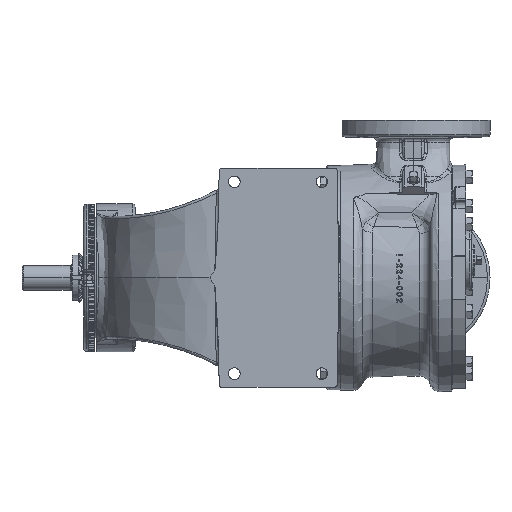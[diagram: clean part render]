
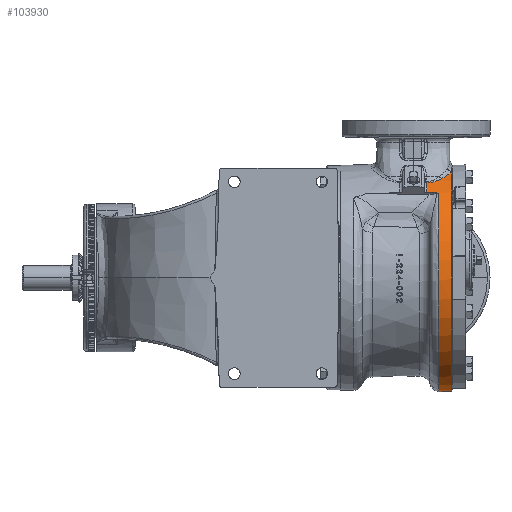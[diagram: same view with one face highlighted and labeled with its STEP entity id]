
A CAD part, front view. The second image highlights one B-rep face of the part: STEP entity #103930.
In plain terms, the highlighted conical face has half-angle 2 degrees and reference radius 133.235 mm.
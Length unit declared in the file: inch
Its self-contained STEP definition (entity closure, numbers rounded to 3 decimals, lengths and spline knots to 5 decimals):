
#329 = DIRECTION ( 'NONE',  ( 0., 0., -1. ) ) ;
#4439 = EDGE_CURVE ( 'NONE', #148562, #99021, #121413, .T. ) ;
#6221 = LINE ( 'NONE', #96207, #40173 ) ;
#7967 = CARTESIAN_POINT ( 'NONE',  ( 4.18993, -2.85592, 4.36465 ) ) ;
#8146 = DIRECTION ( 'NONE',  ( -0.999, 0., -0.035 ) ) ;
#8920 = CARTESIAN_POINT ( 'NONE',  ( 4.0021, -2.8824, 4.35507 ) ) ;
#11445 = EDGE_CURVE ( 'NONE', #144942, #175492, #34352, .T. ) ;
#18750 = CARTESIAN_POINT ( 'NONE',  ( 4.546, -2.6486, 4.47925 ) ) ;
#19731 = CARTESIAN_POINT ( 'NONE',  ( 4.44677, -2.72486, 4.43716 ) ) ;
#20697 = CARTESIAN_POINT ( 'NONE',  ( 4.31015, -2.80733, 4.3911 ) ) ;
#21366 = FACE_OUTER_BOUND ( 'NONE', #154738, .T. ) ;
#23097 = VERTEX_POINT ( 'NONE', #62716 ) ;
#24550 = DIRECTION ( 'NONE',  ( 0., 1., 0. ) ) ;
#26878 = AXIS2_PLACEMENT_3D ( 'NONE', #158450, #85317, #24550 ) ;
#31043 = CARTESIAN_POINT ( 'NONE',  ( 4.97111, -2.12355, 4.73471 ) ) ;
#31992 = LINE ( 'NONE', #151145, #140797 ) ;
#32957 = CARTESIAN_POINT ( 'NONE',  ( 4.63643, -2.56294, 4.52496 ) ) ;
#34352 = CIRCLE ( 'NONE', #56231, 5.20461 ) ;
#38353 = CARTESIAN_POINT ( 'NONE',  ( 4.22091, -2.84555, 4.37014 ) ) ;
#40173 = VECTOR ( 'NONE', #8146, 39.37008 ) ;
#43988 = VERTEX_POINT ( 'NONE', #123513 ) ;
#46690 = CARTESIAN_POINT ( 'NONE',  ( 4.73205, -2.46168, 4.57744 ) ) ;
#49188 = CARTESIAN_POINT ( 'NONE',  ( 4.47214, -2.70638, 4.44743 ) ) ;
#49609 = CARTESIAN_POINT ( 'NONE',  ( 5.06777, -1.93668, 4.81056 ) ) ;
#55008 = CARTESIAN_POINT ( 'NONE',  ( 4.02685, -2.88248, 4.35397 ) ) ;
#55958 = CARTESIAN_POINT ( 'NONE',  ( 3.96081, -2.88145, 4.35742 ) ) ;
#56231 = AXIS2_PLACEMENT_3D ( 'NONE', #134191, #74760, #329 ) ;
#62716 = CARTESIAN_POINT ( 'NONE',  ( 3.96081, -3.49552, 3.88217 ) ) ;
#64065 = CARTESIAN_POINT ( 'NONE',  ( 4.51537, 0., -5.20461 ) ) ;
#64514 = CIRCLE ( 'NONE', #26878, 5.18437 ) ;
#67310 = ORIENTED_EDGE ( 'NONE', *, *, #11445, .F. ) ;
#70672 = CARTESIAN_POINT ( 'NONE',  ( 4.12523, -2.87151, 4.3571 ) ) ;
#72596 = AXIS2_PLACEMENT_3D ( 'NONE', #93652, #122905, #104413 ) ;
#74760 = DIRECTION ( 'NONE',  ( -1., 0., 0. ) ) ;
#78022 = ORIENTED_EDGE ( 'NONE', *, *, #190644, .T. ) ;
#78078 = CARTESIAN_POINT ( 'NONE',  ( 4.93551, -2.18312, 4.70887 ) ) ;
#79035 = CARTESIAN_POINT ( 'NONE',  ( 4.85932, -2.29843, 4.65664 ) ) ;
#81180 = CARTESIAN_POINT ( 'NONE',  ( 3.345, 0., 0. ) ) ;
#82445 = CARTESIAN_POINT ( 'NONE',  ( 4.0433, -2.88182, 4.35372 ) ) ;
#83386 = CARTESIAN_POINT ( 'NONE',  ( 3.96907, -2.88164, 4.35695 ) ) ;
#84064 = ORIENTED_EDGE ( 'NONE', *, *, #143199, .F. ) ;
#85317 = DIRECTION ( 'NONE',  ( 1., 0., 0. ) ) ;
#85983 = DIRECTION ( 'NONE',  ( 0., 0., -1. ) ) ;
#91830 = CARTESIAN_POINT ( 'NONE',  ( 4.51537, -3.48256, 3.86778 ) ) ;
#93652 = CARTESIAN_POINT ( 'NONE',  ( 3.96081, 0., 0. ) ) ;
#96207 = CARTESIAN_POINT ( 'NONE',  ( 3.345, 0., -5.24548 ) ) ;
#99021 = VERTEX_POINT ( 'NONE', #114302 ) ;
#103930 = ADVANCED_FACE ( 'NONE', ( #21366 ), #157790, .T. ) ;
#104413 = DIRECTION ( 'NONE',  ( 0., 0., 1. ) ) ;
#106205 = ORIENTED_EDGE ( 'NONE', *, *, #161307, .T. ) ;
#109177 = CARTESIAN_POINT ( 'NONE',  ( 4.686, -2.51348, 4.55099 ) ) ;
#114302 = CARTESIAN_POINT ( 'NONE',  ( 3.96081, -2.88145, 4.35742 ) ) ;
#114502 = CARTESIAN_POINT ( 'NONE',  ( 3.99384, -2.88217, 4.35556 ) ) ;
#114646 = ORIENTED_EDGE ( 'NONE', *, *, #138111, .F. ) ;
#115620 = VERTEX_POINT ( 'NONE', #146728 ) ;
#121413 = B_SPLINE_CURVE_WITH_KNOTS ( 'NONE', 3,
 ( #152665, #182957, #18750, #49188, #19731, #138970, #154585, #20697, #175052, #38353, #7967, #145715, #70672, #129161, #188742, #82445, #55008, #8920, #114502, #158464, #83386, #55958 ),
 .UNSPECIFIED., .F., .F.,
 ( 4, 2, 2, 2, 2, 2, 2, 2, 2, 2, 4 ),
 ( 0., 0.00503, 0.00755, 0.01006, 0.01258, 0.01509, 0.01635, 0.01761, 0.01886, 0.01949, 0.02012 ),
 .UNSPECIFIED. ) ;
#122905 = DIRECTION ( 'NONE',  ( 1., 0., 0. ) ) ;
#123513 = CARTESIAN_POINT ( 'NONE',  ( 5.095, -1.87203, 4.83458 ) ) ;
#125375 = EDGE_CURVE ( 'NONE', #23097, #175492, #31992, .T. ) ;
#128875 = DIRECTION ( 'NONE',  ( -1., 0., 0. ) ) ;
#129161 = CARTESIAN_POINT ( 'NONE',  ( 4.09253, -2.87701, 4.35484 ) ) ;
#134191 = CARTESIAN_POINT ( 'NONE',  ( 4.51537, 0., 0. ) ) ;
#134412 = B_SPLINE_CURVE_WITH_KNOTS ( 'NONE', 3,
 ( #150204, #49609, #182432, #31043, #78078, #79035, #166766, #46690, #109177, #32957 ),
 .UNSPECIFIED., .F., .F.,
 ( 4, 2, 2, 2, 4 ),
 ( 0.14129, 0.14691, 0.15254, 0.15817, 0.16379 ),
 .UNSPECIFIED. ) ;
#134567 = DIRECTION ( 'NONE',  ( 0.999, 0.023, -0.026 ) ) ;
#138111 = EDGE_CURVE ( 'NONE', #43988, #115620, #64514, .T. ) ;
#138970 = CARTESIAN_POINT ( 'NONE',  ( 4.39418, -2.75994, 4.41759 ) ) ;
#140797 = VECTOR ( 'NONE', #134567, 39.37008 ) ;
#143199 = EDGE_CURVE ( 'NONE', #115620, #144942, #6221, .T. ) ;
#144942 = VERTEX_POINT ( 'NONE', #64065 ) ;
#145715 = CARTESIAN_POINT ( 'NONE',  ( 4.14163, -2.86805, 4.3587 ) ) ;
#146728 = CARTESIAN_POINT ( 'NONE',  ( 5.095, 0., -5.18437 ) ) ;
#148562 = VERTEX_POINT ( 'NONE', #181824 ) ;
#150204 = CARTESIAN_POINT ( 'NONE',  ( 5.095, -1.87203, 4.83458 ) ) ;
#151145 = CARTESIAN_POINT ( 'NONE',  ( 153.5558, 0., 0. ) ) ;
#152665 = CARTESIAN_POINT ( 'NONE',  ( 4.63643, -2.56294, 4.52496 ) ) ;
#154585 = CARTESIAN_POINT ( 'NONE',  ( 4.36691, -2.77657, 4.40827 ) ) ;
#154738 = EDGE_LOOP ( 'NONE', ( #84064, #114646, #78022, #184618, #106205, #183057, #67310 ) ) ;
#157790 = CONICAL_SURFACE ( 'NONE', #182757, 5.24548, 0.035 ) ;
#158450 = CARTESIAN_POINT ( 'NONE',  ( 5.095, 0., 0. ) ) ;
#158464 = CARTESIAN_POINT ( 'NONE',  ( 3.97733, -2.88182, 4.35648 ) ) ;
#161307 = EDGE_CURVE ( 'NONE', #99021, #23097, #191002, .T. ) ;
#166766 = CARTESIAN_POINT ( 'NONE',  ( 4.81872, -2.35416, 4.63026 ) ) ;
#175052 = CARTESIAN_POINT ( 'NONE',  ( 4.28102, -2.82126, 4.38336 ) ) ;
#175492 = VERTEX_POINT ( 'NONE', #91830 ) ;
#181824 = CARTESIAN_POINT ( 'NONE',  ( 4.63643, -2.56294, 4.52496 ) ) ;
#182432 = CARTESIAN_POINT ( 'NONE',  ( 5.03724, -2.00039, 4.78555 ) ) ;
#182757 = AXIS2_PLACEMENT_3D ( 'NONE', #81180, #128875, #85983 ) ;
#182957 = CARTESIAN_POINT ( 'NONE',  ( 4.59229, -2.60699, 4.50178 ) ) ;
#183057 = ORIENTED_EDGE ( 'NONE', *, *, #125375, .T. ) ;
#184618 = ORIENTED_EDGE ( 'NONE', *, *, #4439, .T. ) ;
#188742 = CARTESIAN_POINT ( 'NONE',  ( 4.07615, -2.87908, 4.35416 ) ) ;
#190644 = EDGE_CURVE ( 'NONE', #43988, #148562, #134412, .T. ) ;
#191002 = CIRCLE ( 'NONE', #72596, 5.22397 ) ;
